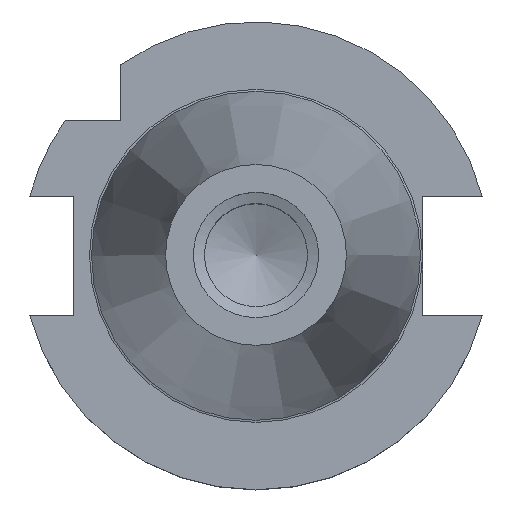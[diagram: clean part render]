
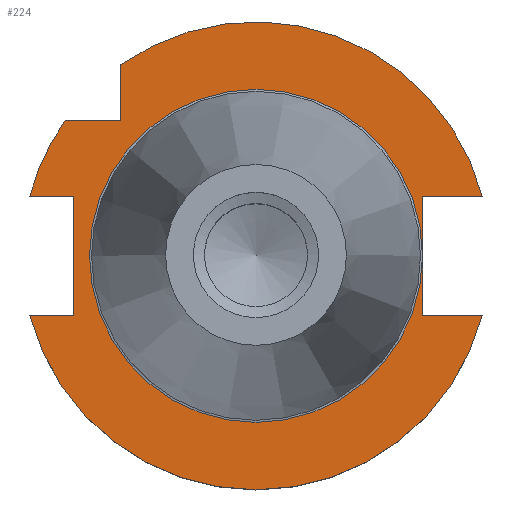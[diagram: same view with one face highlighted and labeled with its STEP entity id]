
A CAD part, top view. The second image highlights one B-rep face of the part: STEP entity #224.
In plain terms, the highlighted planar face has unit normal (0, 0, 1).
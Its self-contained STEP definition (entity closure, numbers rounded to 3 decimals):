
#48=PLANE('',#868);
#70=FACE_OUTER_BOUND('',#327,.T.);
#105=LINE('',#1235,#157);
#106=LINE('',#1237,#158);
#107=LINE('',#1240,#159);
#108=LINE('',#1242,#160);
#109=LINE('',#1243,#161);
#110=LINE('',#1245,#162);
#111=LINE('',#1246,#163);
#112=LINE('',#1248,#164);
#113=LINE('',#1250,#165);
#157=VECTOR('',#993,1.);
#158=VECTOR('',#994,1.);
#159=VECTOR('',#997,1.);
#160=VECTOR('',#998,1.);
#161=VECTOR('',#999,1.);
#162=VECTOR('',#1000,1.);
#163=VECTOR('',#1001,1.);
#164=VECTOR('',#1002,1.);
#165=VECTOR('',#1003,1.);
#224=ADVANCED_FACE('',(#70),#48,.F.);
#327=EDGE_LOOP('',(#407,#408,#409,#410,#411,#412,#413,#414,#415,#416,#417,
#418,#419));
#407=ORIENTED_EDGE('',*,*,#697,.F.);
#408=ORIENTED_EDGE('',*,*,#698,.T.);
#409=ORIENTED_EDGE('',*,*,#699,.T.);
#410=ORIENTED_EDGE('',*,*,#700,.T.);
#411=ORIENTED_EDGE('',*,*,#701,.T.);
#412=ORIENTED_EDGE('',*,*,#688,.T.);
#413=ORIENTED_EDGE('',*,*,#702,.T.);
#414=ORIENTED_EDGE('',*,*,#703,.F.);
#415=ORIENTED_EDGE('',*,*,#692,.F.);
#416=ORIENTED_EDGE('',*,*,#704,.F.);
#417=ORIENTED_EDGE('',*,*,#705,.F.);
#418=ORIENTED_EDGE('',*,*,#706,.T.);
#419=ORIENTED_EDGE('',*,*,#684,.F.);
#605=VERTEX_POINT('',#1201);
#607=VERTEX_POINT('',#1205);
#608=VERTEX_POINT('',#1209);
#611=VERTEX_POINT('',#1214);
#613=VERTEX_POINT('',#1219);
#615=VERTEX_POINT('',#1223);
#620=VERTEX_POINT('',#1236);
#621=VERTEX_POINT('',#1238);
#622=VERTEX_POINT('',#1241);
#623=VERTEX_POINT('',#1244);
#624=VERTEX_POINT('',#1247);
#625=VERTEX_POINT('',#1249);
#684=EDGE_CURVE('',#607,#605,#789,.T.);
#688=EDGE_CURVE('',#608,#611,#791,.T.);
#692=EDGE_CURVE('',#615,#613,#793,.T.);
#697=EDGE_CURVE('',#620,#607,#105,.T.);
#698=EDGE_CURVE('',#620,#621,#106,.T.);
#699=EDGE_CURVE('',#621,#621,#796,.T.);
#700=EDGE_CURVE('',#621,#622,#107,.T.);
#701=EDGE_CURVE('',#622,#608,#108,.T.);
#702=EDGE_CURVE('',#611,#623,#109,.T.);
#703=EDGE_CURVE('',#613,#623,#110,.T.);
#704=EDGE_CURVE('',#624,#615,#111,.T.);
#705=EDGE_CURVE('',#625,#624,#112,.T.);
#706=EDGE_CURVE('',#625,#605,#113,.T.);
#789=CIRCLE('',#856,31.75);
#791=CIRCLE('',#859,31.75);
#793=CIRCLE('',#862,31.75);
#796=CIRCLE('',#867,22.6);
#856=AXIS2_PLACEMENT_3D('',#1206,#965,#966);
#859=AXIS2_PLACEMENT_3D('',#1215,#973,#974);
#862=AXIS2_PLACEMENT_3D('',#1224,#981,#982);
#867=AXIS2_PLACEMENT_3D('',#1239,#995,#996);
#868=AXIS2_PLACEMENT_3D('',#1251,#1004,#1005);
#965=DIRECTION('',(0.,0.,-1.));
#966=DIRECTION('',(-1.,0.,0.));
#973=DIRECTION('',(0.,0.,1.));
#974=DIRECTION('',(-1.,0.,0.));
#981=DIRECTION('',(0.,0.,-1.));
#982=DIRECTION('',(-1.,0.,0.));
#993=DIRECTION('',(1.,0.,0.));
#994=DIRECTION('',(0.,1.,0.));
#995=DIRECTION('',(0.,0.,-1.));
#996=DIRECTION('',(-1.,0.,0.));
#997=DIRECTION('',(0.,1.,0.));
#998=DIRECTION('',(1.,0.,0.));
#999=DIRECTION('',(0.,-1.,0.));
#1000=DIRECTION('',(1.,0.,0.));
#1001=DIRECTION('',(-1.,0.,0.));
#1002=DIRECTION('',(0.,1.,0.));
#1003=DIRECTION('',(-1.,0.,0.));
#1004=DIRECTION('',(0.,0.,-1.));
#1005=DIRECTION('',(-1.,0.,0.));
#1201=CARTESIAN_POINT('',(-30.701,-8.095,-3.2));
#1205=CARTESIAN_POINT('',(30.701,-8.095,-3.2));
#1206=CARTESIAN_POINT('',(0.,0.,-3.2));
#1209=CARTESIAN_POINT('',(30.701,8.095,-3.2));
#1214=CARTESIAN_POINT('',(-18.35,25.91,-3.2));
#1215=CARTESIAN_POINT('',(0.,0.,-3.2));
#1219=CARTESIAN_POINT('',(-25.91,18.35,-3.2));
#1223=CARTESIAN_POINT('',(-30.701,8.095,-3.2));
#1224=CARTESIAN_POINT('',(0.,0.,-3.2));
#1235=CARTESIAN_POINT('',(0.,-8.095,-3.2));
#1236=CARTESIAN_POINT('',(22.6,-8.095,-3.2));
#1237=CARTESIAN_POINT('',(22.6,22.,-3.2));
#1238=CARTESIAN_POINT('',(22.6,0.,-3.2));
#1239=CARTESIAN_POINT('',(0.,0.,-3.2));
#1240=CARTESIAN_POINT('',(22.6,22.,-3.2));
#1241=CARTESIAN_POINT('',(22.6,8.095,-3.2));
#1242=CARTESIAN_POINT('',(41.75,8.095,-3.2));
#1243=CARTESIAN_POINT('',(-18.35,22.,-3.2));
#1244=CARTESIAN_POINT('',(-18.35,18.35,-3.2));
#1245=CARTESIAN_POINT('',(0.,18.35,-3.2));
#1246=CARTESIAN_POINT('',(0.,8.095,-3.2));
#1247=CARTESIAN_POINT('',(-24.8,8.095,-3.2));
#1248=CARTESIAN_POINT('',(-24.8,22.,-3.2));
#1249=CARTESIAN_POINT('',(-24.8,-8.095,-3.2));
#1250=CARTESIAN_POINT('',(-41.75,-8.095,-3.2));
#1251=CARTESIAN_POINT('',(0.,22.,-3.2));
